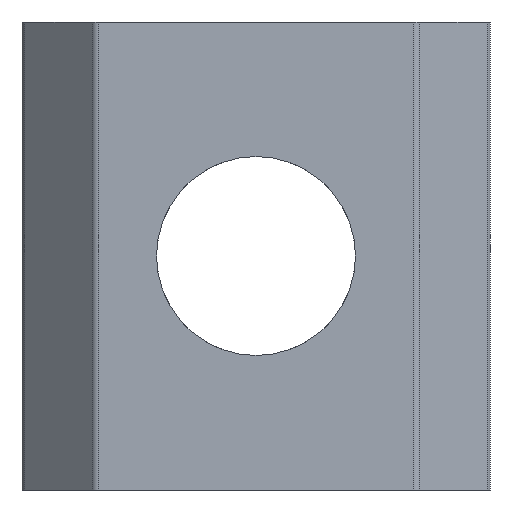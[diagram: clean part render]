
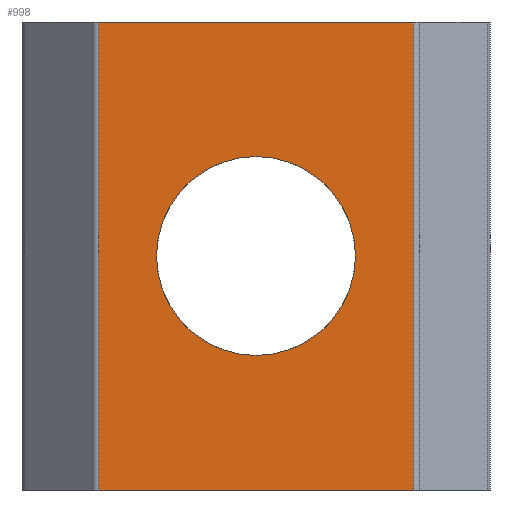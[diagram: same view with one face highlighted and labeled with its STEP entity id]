
A CAD part, front view. The second image highlights one B-rep face of the part: STEP entity #998.
In plain terms, the highlighted planar face has unit normal (0, -1, 0).
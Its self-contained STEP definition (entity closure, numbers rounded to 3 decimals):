
#65 = CARTESIAN_POINT ( 'NONE',  ( 0., 0., 3.4 ) ) ;
#75 = DIRECTION ( 'NONE',  ( 0., 0., 1. ) ) ;
#85 = CARTESIAN_POINT ( 'NONE',  ( 5.5, 0., 8. ) ) ;
#104 = FACE_BOUND ( 'NONE', #210, .T. ) ;
#111 = LINE ( 'NONE', #669, #1276 ) ;
#116 = EDGE_CURVE ( 'NONE', #1063, #631, #484, .T. ) ;
#127 = EDGE_CURVE ( 'NONE', #1063, #128, #111, .T. ) ;
#128 = VERTEX_POINT ( 'NONE', #1206 ) ;
#131 = EDGE_CURVE ( 'NONE', #128, #343, #453, .T. ) ;
#137 = EDGE_CURVE ( 'NONE', #343, #631, #989, .T. ) ;
#151 = CARTESIAN_POINT ( 'NONE',  ( 0., 0., 0. ) ) ;
#194 = CARTESIAN_POINT ( 'NONE',  ( 5.5, 0., -8. ) ) ;
#204 = PLANE ( 'NONE',  #212 ) ;
#210 = EDGE_LOOP ( 'NONE', ( #1245, #1430 ) ) ;
#212 = AXIS2_PLACEMENT_3D ( 'NONE', #85, #1435, #1002 ) ;
#242 = EDGE_LOOP ( 'NONE', ( #1458, #904, #1036, #793 ) ) ;
#275 = DIRECTION ( 'NONE',  ( 0., 0., 1. ) ) ;
#343 = VERTEX_POINT ( 'NONE', #1454 ) ;
#410 = AXIS2_PLACEMENT_3D ( 'NONE', #657, #1425, #773 ) ;
#421 = CARTESIAN_POINT ( 'NONE',  ( 5.376, 0., 8. ) ) ;
#453 = LINE ( 'NONE', #194, #706 ) ;
#454 = DIRECTION ( 'NONE',  ( 1., 0., 0. ) ) ;
#457 = CARTESIAN_POINT ( 'NONE',  ( 5.376, 0., 8. ) ) ;
#482 = AXIS2_PLACEMENT_3D ( 'NONE', #151, #954, #275 ) ;
#484 = LINE ( 'NONE', #1102, #734 ) ;
#572 = EDGE_CURVE ( 'NONE', #1242, #718, #587, .T. ) ;
#587 = CIRCLE ( 'NONE', #482, 3.4 ) ;
#631 = VERTEX_POINT ( 'NONE', #421 ) ;
#657 = CARTESIAN_POINT ( 'NONE',  ( 0., 0., 0. ) ) ;
#669 = CARTESIAN_POINT ( 'NONE',  ( -5.376, 0., 8. ) ) ;
#686 = EDGE_CURVE ( 'NONE', #718, #1242, #743, .T. ) ;
#706 = VECTOR ( 'NONE', #1106, 1000. ) ;
#718 = VERTEX_POINT ( 'NONE', #65 ) ;
#728 = FACE_OUTER_BOUND ( 'NONE', #242, .T. ) ;
#734 = VECTOR ( 'NONE', #454, 1000. ) ;
#743 = CIRCLE ( 'NONE', #410, 3.4 ) ;
#773 = DIRECTION ( 'NONE',  ( 0., 0., 1. ) ) ;
#793 = ORIENTED_EDGE ( 'NONE', *, *, #137, .T. ) ;
#884 = DIRECTION ( 'NONE',  ( 0., 0., -1. ) ) ;
#904 = ORIENTED_EDGE ( 'NONE', *, *, #127, .T. ) ;
#954 = DIRECTION ( 'NONE',  ( 0., 1., 0. ) ) ;
#989 = LINE ( 'NONE', #457, #1021 ) ;
#998 = ADVANCED_FACE ( 'NONE', ( #104, #728 ), #204, .F. ) ;
#1002 = DIRECTION ( 'NONE',  ( -1., 0., 0. ) ) ;
#1021 = VECTOR ( 'NONE', #75, 1000. ) ;
#1036 = ORIENTED_EDGE ( 'NONE', *, *, #131, .T. ) ;
#1063 = VERTEX_POINT ( 'NONE', #1118 ) ;
#1102 = CARTESIAN_POINT ( 'NONE',  ( 5.5, 0., 8. ) ) ;
#1106 = DIRECTION ( 'NONE',  ( 1., 0., 0. ) ) ;
#1118 = CARTESIAN_POINT ( 'NONE',  ( -5.376, 0., 8. ) ) ;
#1151 = CARTESIAN_POINT ( 'NONE',  ( 0., 0., -3.4 ) ) ;
#1206 = CARTESIAN_POINT ( 'NONE',  ( -5.376, 0., -8. ) ) ;
#1242 = VERTEX_POINT ( 'NONE', #1151 ) ;
#1245 = ORIENTED_EDGE ( 'NONE', *, *, #686, .T. ) ;
#1276 = VECTOR ( 'NONE', #884, 1000. ) ;
#1425 = DIRECTION ( 'NONE',  ( 0., 1., 0. ) ) ;
#1430 = ORIENTED_EDGE ( 'NONE', *, *, #572, .T. ) ;
#1435 = DIRECTION ( 'NONE',  ( 0., 1., 0. ) ) ;
#1454 = CARTESIAN_POINT ( 'NONE',  ( 5.376, 0., -8. ) ) ;
#1458 = ORIENTED_EDGE ( 'NONE', *, *, #116, .F. ) ;
